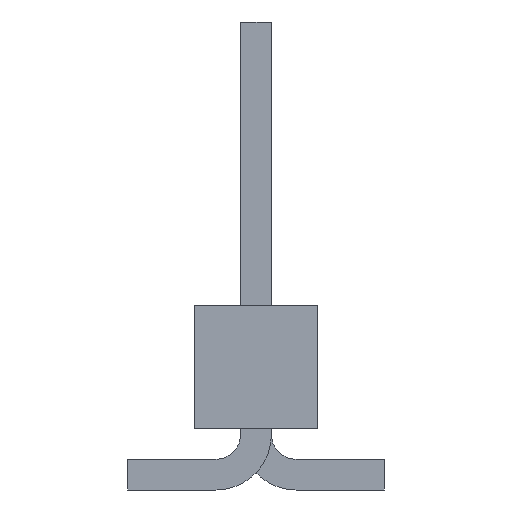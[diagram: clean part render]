
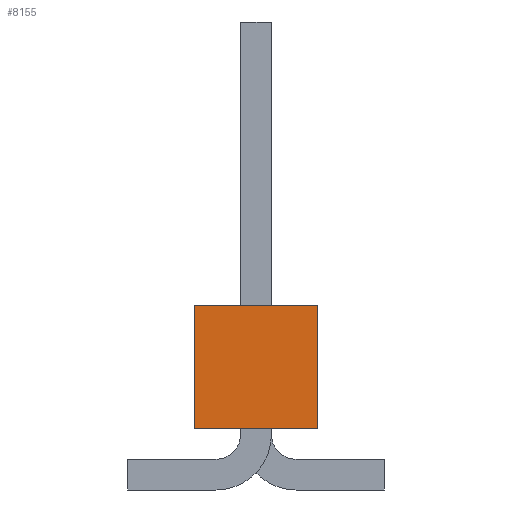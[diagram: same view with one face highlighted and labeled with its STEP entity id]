
A CAD part, left-side view. The second image highlights one B-rep face of the part: STEP entity #8155.
In plain terms, the highlighted planar face has unit normal (-1, 0, 0).
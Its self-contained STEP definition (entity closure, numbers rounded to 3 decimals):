
#1222 = VERTEX_POINT('',#1223);
#1223 = CARTESIAN_POINT('',(-43.18,1.27,-1.27));
#1229 = EDGE_CURVE('',#1222,#1230,#1232,.T.);
#1230 = VERTEX_POINT('',#1231);
#1231 = CARTESIAN_POINT('',(-43.18,1.27,1.27));
#1232 = LINE('',#1233,#1234);
#1233 = CARTESIAN_POINT('',(-43.18,1.27,-1.27));
#1234 = VECTOR('',#1235,1.);
#1235 = DIRECTION('',(0.,0.,1.));
#6634 = VERTEX_POINT('',#6635);
#6635 = CARTESIAN_POINT('',(-43.18,-1.27,1.27));
#6641 = EDGE_CURVE('',#6642,#6634,#6644,.T.);
#6642 = VERTEX_POINT('',#6643);
#6643 = CARTESIAN_POINT('',(-43.18,-1.27,-1.27));
#6644 = LINE('',#6645,#6646);
#6645 = CARTESIAN_POINT('',(-43.18,-1.27,-1.27));
#6646 = VECTOR('',#6647,1.);
#6647 = DIRECTION('',(0.,0.,1.));
#6670 = EDGE_CURVE('',#1222,#6642,#6671,.T.);
#6671 = LINE('',#6672,#6673);
#6672 = CARTESIAN_POINT('',(-43.18,1.27,-1.27));
#6673 = VECTOR('',#6674,1.);
#6674 = DIRECTION('',(0.,-1.,0.));
#8144 = EDGE_CURVE('',#1230,#6634,#8145,.T.);
#8145 = LINE('',#8146,#8147);
#8146 = CARTESIAN_POINT('',(-43.18,1.27,1.27));
#8147 = VECTOR('',#8148,1.);
#8148 = DIRECTION('',(0.,-1.,0.));
#8155 = ADVANCED_FACE('',(#8156),#8162,.F.);
#8156 = FACE_BOUND('',#8157,.T.);
#8157 = EDGE_LOOP('',(#8158,#8159,#8160,#8161));
#8158 = ORIENTED_EDGE('',*,*,#6641,.T.);
#8159 = ORIENTED_EDGE('',*,*,#8144,.F.);
#8160 = ORIENTED_EDGE('',*,*,#1229,.F.);
#8161 = ORIENTED_EDGE('',*,*,#6670,.T.);
#8162 = PLANE('',#8163);
#8163 = AXIS2_PLACEMENT_3D('',#8164,#8165,#8166);
#8164 = CARTESIAN_POINT('',(-43.18,1.27,-1.27));
#8165 = DIRECTION('',(1.,0.,0.));
#8166 = DIRECTION('',(0.,0.,-1.));
